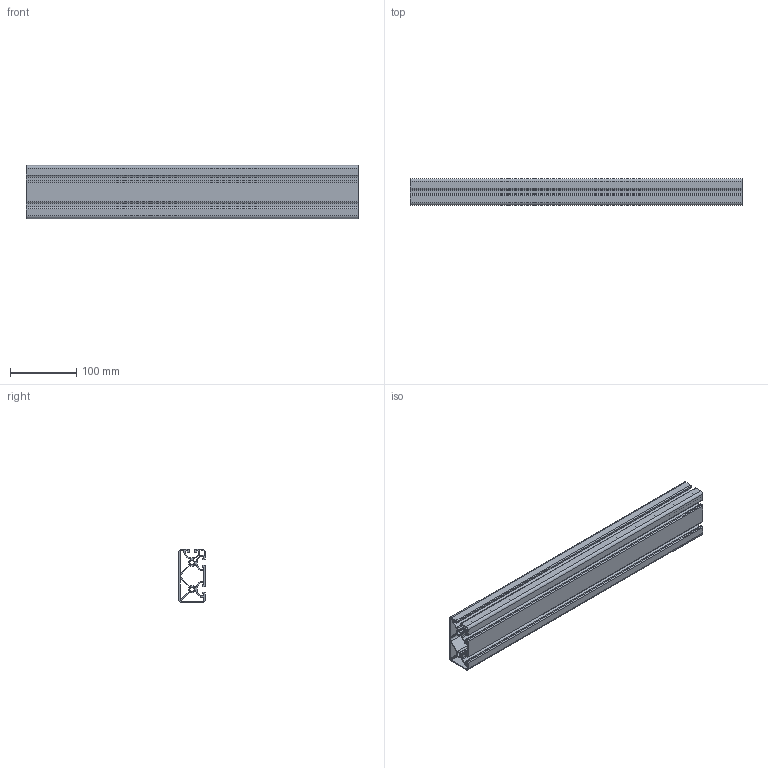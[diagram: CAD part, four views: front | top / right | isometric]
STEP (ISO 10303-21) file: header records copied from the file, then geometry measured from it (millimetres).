
FILE_DESCRIPTION (( 'STEP AP214' ), '1' );
FILE_NAME ('RP1365 8 80x40 Ultralight 3N90.STEP', '2026-02-23T13:35:31', ( '' ), ( '' ), 'SwSTEP 2.0', 'SolidWorks 2026', '' );
FILE_SCHEMA (( 'AUTOMOTIVE_DESIGN' ));
Length unit declared in the file: millimetre
Products named in the file (1): RP1365 8 80x40 Ultralight 3N90
Bounding box: 500 x 40 x 80 mm (x, y, z)
Volume: 423191.8 mm3; surface area: 416476.9 mm2
Topology: 1 solids, 1 shells, 220 faces, 654 edges, 436 vertices
Faces by surface type: cylinder 135, plane 85
Entity records: 7543 total; most frequent: DIRECTION 1366, CARTESIAN_POINT 1311, ORIENTED_EDGE 1308, EDGE_CURVE 654, AXIS2_PLACEMENT_3D 491, VERTEX_POINT 436, VECTOR 384, LINE 384
